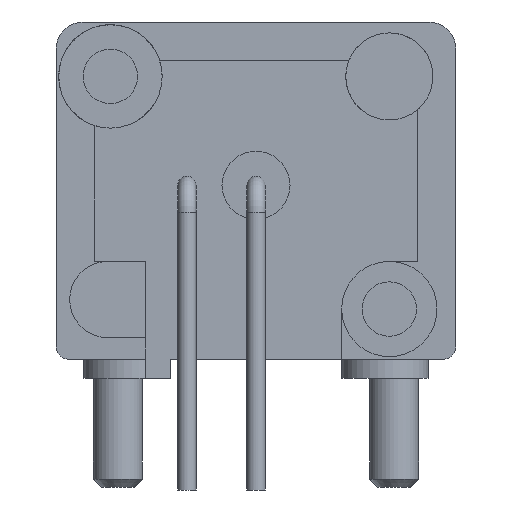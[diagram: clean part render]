
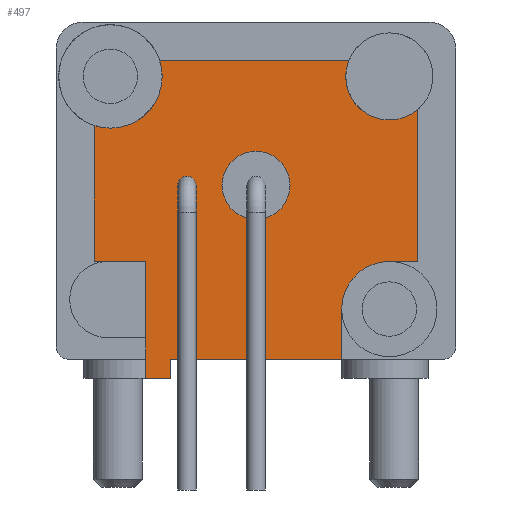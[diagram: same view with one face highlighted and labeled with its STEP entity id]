
A CAD part, front view. The second image highlights one B-rep face of the part: STEP entity #497.
In plain terms, the highlighted planar face has unit normal (0, -1, 0).
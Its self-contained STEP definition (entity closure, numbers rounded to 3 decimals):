
#168 = VERTEX_POINT('',#169);
#169 = CARTESIAN_POINT('',(3.15,3.58,2.55));
#175 = EDGE_CURVE('',#168,#176,#178,.T.);
#176 = VERTEX_POINT('',#177);
#177 = CARTESIAN_POINT('',(3.15,3.58,0.7));
#178 = LINE('',#179,#180);
#179 = CARTESIAN_POINT('',(3.15,3.58,2.55));
#180 = VECTOR('',#181,1.);
#181 = DIRECTION('',(0.,0.,-1.));
#447 = VERTEX_POINT('',#448);
#448 = CARTESIAN_POINT('',(4.9,3.58,4.3));
#486 = EDGE_CURVE('',#447,#168,#487,.T.);
#487 = CIRCLE('',#488,1.75);
#488 = AXIS2_PLACEMENT_3D('',#489,#490,#491);
#489 = CARTESIAN_POINT('',(4.9,3.58,2.55));
#490 = DIRECTION('',(0.,-1.,0.));
#491 = DIRECTION('',(1.,0.,0.));
#497 = ADVANCED_FACE('',(#498,#599,#610),#621,.T.);
#498 = FACE_BOUND('',#499,.T.);
#499 = EDGE_LOOP('',(#500,#501,#509,#517,#526,#534,#543,#552,#560,#568,
    #576,#584,#592,#598));
#500 = ORIENTED_EDGE('',*,*,#486,.F.);
#501 = ORIENTED_EDGE('',*,*,#502,.T.);
#502 = EDGE_CURVE('',#447,#503,#505,.T.);
#503 = VERTEX_POINT('',#504);
#504 = CARTESIAN_POINT('',(5.95,3.58,4.3));
#505 = LINE('',#506,#507);
#506 = CARTESIAN_POINT('',(4.9,3.58,4.3));
#507 = VECTOR('',#508,1.);
#508 = DIRECTION('',(1.,0.,0.));
#509 = ORIENTED_EDGE('',*,*,#510,.T.);
#510 = EDGE_CURVE('',#503,#511,#513,.T.);
#511 = VERTEX_POINT('',#512);
#512 = CARTESIAN_POINT('',(5.95,3.58,9.893));
#513 = LINE('',#514,#515);
#514 = CARTESIAN_POINT('',(5.95,3.58,4.3));
#515 = VECTOR('',#516,1.);
#516 = DIRECTION('',(0.,0.,1.));
#517 = ORIENTED_EDGE('',*,*,#518,.F.);
#518 = EDGE_CURVE('',#519,#511,#521,.T.);
#519 = VERTEX_POINT('',#520);
#520 = CARTESIAN_POINT('',(3.417,3.58,11.7));
#521 = CIRCLE('',#522,1.6);
#522 = AXIS2_PLACEMENT_3D('',#523,#524,#525);
#523 = CARTESIAN_POINT('',(4.9,3.58,11.1));
#524 = DIRECTION('',(0.,-1.,0.));
#525 = DIRECTION('',(1.,0.,0.));
#526 = ORIENTED_EDGE('',*,*,#527,.T.);
#527 = EDGE_CURVE('',#519,#528,#530,.T.);
#528 = VERTEX_POINT('',#529);
#529 = CARTESIAN_POINT('',(-3.547,3.58,11.7));
#530 = LINE('',#531,#532);
#531 = CARTESIAN_POINT('',(5.95,3.58,11.7));
#532 = VECTOR('',#533,1.);
#533 = DIRECTION('',(-1.,0.,0.));
#534 = ORIENTED_EDGE('',*,*,#535,.F.);
#535 = EDGE_CURVE('',#536,#528,#538,.T.);
#536 = VERTEX_POINT('',#537);
#537 = CARTESIAN_POINT('',(-3.45,3.58,11.1));
#538 = CIRCLE('',#539,1.9);
#539 = AXIS2_PLACEMENT_3D('',#540,#541,#542);
#540 = CARTESIAN_POINT('',(-5.35,3.58,11.1));
#541 = DIRECTION('',(0.,-1.,0.));
#542 = DIRECTION('',(1.,0.,0.));
#543 = ORIENTED_EDGE('',*,*,#544,.F.);
#544 = EDGE_CURVE('',#545,#536,#547,.T.);
#545 = VERTEX_POINT('',#546);
#546 = CARTESIAN_POINT('',(-5.95,3.58,9.297));
#547 = CIRCLE('',#548,1.9);
#548 = AXIS2_PLACEMENT_3D('',#549,#550,#551);
#549 = CARTESIAN_POINT('',(-5.35,3.58,11.1));
#550 = DIRECTION('',(0.,-1.,0.));
#551 = DIRECTION('',(1.,0.,0.));
#552 = ORIENTED_EDGE('',*,*,#553,.T.);
#553 = EDGE_CURVE('',#545,#554,#556,.T.);
#554 = VERTEX_POINT('',#555);
#555 = CARTESIAN_POINT('',(-5.95,3.58,4.3));
#556 = LINE('',#557,#558);
#557 = CARTESIAN_POINT('',(-5.95,3.58,11.7));
#558 = VECTOR('',#559,1.);
#559 = DIRECTION('',(0.,0.,-1.));
#560 = ORIENTED_EDGE('',*,*,#561,.F.);
#561 = EDGE_CURVE('',#562,#554,#564,.T.);
#562 = VERTEX_POINT('',#563);
#563 = CARTESIAN_POINT('',(-4.05,3.58,4.3));
#564 = LINE('',#565,#566);
#565 = CARTESIAN_POINT('',(-4.05,3.58,4.3));
#566 = VECTOR('',#567,1.);
#567 = DIRECTION('',(-1.,0.,0.));
#568 = ORIENTED_EDGE('',*,*,#569,.F.);
#569 = EDGE_CURVE('',#570,#562,#572,.T.);
#570 = VERTEX_POINT('',#571);
#571 = CARTESIAN_POINT('',(-4.05,3.58,0.));
#572 = LINE('',#573,#574);
#573 = CARTESIAN_POINT('',(-4.05,3.58,0.));
#574 = VECTOR('',#575,1.);
#575 = DIRECTION('',(0.,0.,1.));
#576 = ORIENTED_EDGE('',*,*,#577,.F.);
#577 = EDGE_CURVE('',#578,#570,#580,.T.);
#578 = VERTEX_POINT('',#579);
#579 = CARTESIAN_POINT('',(-3.15,3.58,0.));
#580 = LINE('',#581,#582);
#581 = CARTESIAN_POINT('',(-3.15,3.58,0.));
#582 = VECTOR('',#583,1.);
#583 = DIRECTION('',(-1.,0.,0.));
#584 = ORIENTED_EDGE('',*,*,#585,.T.);
#585 = EDGE_CURVE('',#578,#586,#588,.T.);
#586 = VERTEX_POINT('',#587);
#587 = CARTESIAN_POINT('',(-3.15,3.58,0.7));
#588 = LINE('',#589,#590);
#589 = CARTESIAN_POINT('',(-3.15,3.58,0.));
#590 = VECTOR('',#591,1.);
#591 = DIRECTION('',(0.,0.,1.));
#592 = ORIENTED_EDGE('',*,*,#593,.T.);
#593 = EDGE_CURVE('',#586,#176,#594,.T.);
#594 = LINE('',#595,#596);
#595 = CARTESIAN_POINT('',(-4.05,3.58,0.7));
#596 = VECTOR('',#597,1.);
#597 = DIRECTION('',(1.,0.,0.));
#598 = ORIENTED_EDGE('',*,*,#175,.F.);
#599 = FACE_BOUND('',#600,.T.);
#600 = EDGE_LOOP('',(#601));
#601 = ORIENTED_EDGE('',*,*,#602,.F.);
#602 = EDGE_CURVE('',#603,#603,#605,.T.);
#603 = VERTEX_POINT('',#604);
#604 = CARTESIAN_POINT('',(-2.205,3.58,7.1));
#605 = CIRCLE('',#606,0.335);
#606 = AXIS2_PLACEMENT_3D('',#607,#608,#609);
#607 = CARTESIAN_POINT('',(-2.54,3.58,7.1));
#608 = DIRECTION('',(0.,-1.,0.));
#609 = DIRECTION('',(1.,0.,0.));
#610 = FACE_BOUND('',#611,.T.);
#611 = EDGE_LOOP('',(#612));
#612 = ORIENTED_EDGE('',*,*,#613,.T.);
#613 = EDGE_CURVE('',#614,#614,#616,.T.);
#614 = VERTEX_POINT('',#615);
#615 = CARTESIAN_POINT('',(0.,3.58,8.35));
#616 = CIRCLE('',#617,1.25);
#617 = AXIS2_PLACEMENT_3D('',#618,#619,#620);
#618 = CARTESIAN_POINT('',(0.,3.58,7.1));
#619 = DIRECTION('',(0.,1.,0.));
#620 = DIRECTION('',(0.,0.,1.));
#621 = PLANE('',#622);
#622 = AXIS2_PLACEMENT_3D('',#623,#624,#625);
#623 = CARTESIAN_POINT('',(-0.165,3.58,6.115));
#624 = DIRECTION('',(0.,-1.,0.));
#625 = DIRECTION('',(0.,0.,-1.));
